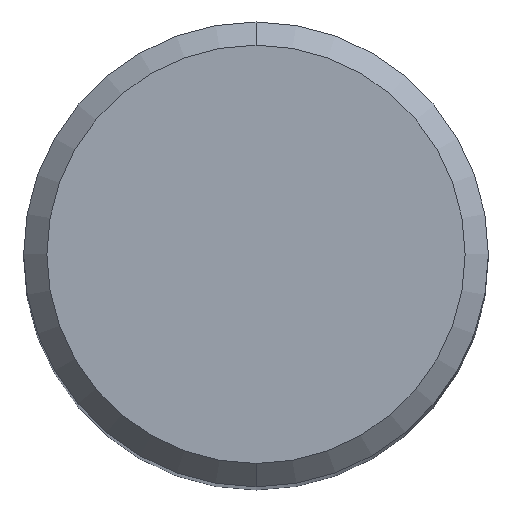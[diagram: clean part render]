
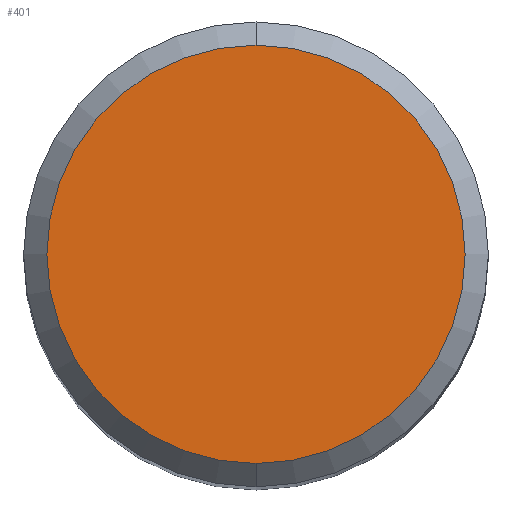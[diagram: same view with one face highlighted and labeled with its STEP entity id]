
A CAD part, top view. The second image highlights one B-rep face of the part: STEP entity #401.
In plain terms, the highlighted planar face has unit normal (0, 0, 1).
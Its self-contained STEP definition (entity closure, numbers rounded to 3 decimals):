
#241=VERTEX_POINT('',#538);
#355=EDGE_CURVE('',#241,#393,#663,.T.);
#393=VERTEX_POINT('',#705);
#401=ADVANCED_FACE('',(#713),#714,.T.);
#403=EDGE_CURVE('',#393,#241,#716,.T.);
#538=CARTESIAN_POINT('',(0.0,4.5,0.0));
#663=CIRCLE('',#1132,4.5);
#705=CARTESIAN_POINT('',(0.,-4.5,0.0));
#713=FACE_OUTER_BOUND('',#1267,.T.);
#714=PLANE('',#1268);
#716=CIRCLE('',#1271,4.5);
#1132=AXIS2_PLACEMENT_3D('',#1627,#1628,#1629);
#1267=EDGE_LOOP('',(#1683,#1684));
#1268=AXIS2_PLACEMENT_3D('',#1685,#1686,#1687);
#1271=AXIS2_PLACEMENT_3D('',#1688,#1689,#1690);
#1627=CARTESIAN_POINT('',(0.0,0.0,0.0));
#1628=DIRECTION('',(0.0,0.0,-1.0));
#1629=DIRECTION('',(0.0,1.0,0.0));
#1683=ORIENTED_EDGE('',*,*,#355,.F.);
#1684=ORIENTED_EDGE('',*,*,#403,.F.);
#1685=CARTESIAN_POINT('',(0.0,2.25,0.0));
#1686=DIRECTION('',(-0.0,0.0,1.0));
#1687=DIRECTION('',(0.0,-1.0,0.0));
#1688=CARTESIAN_POINT('',(0.0,0.0,0.0));
#1689=DIRECTION('',(0.0,0.0,-1.0));
#1690=DIRECTION('',(0.0,1.0,0.0));
